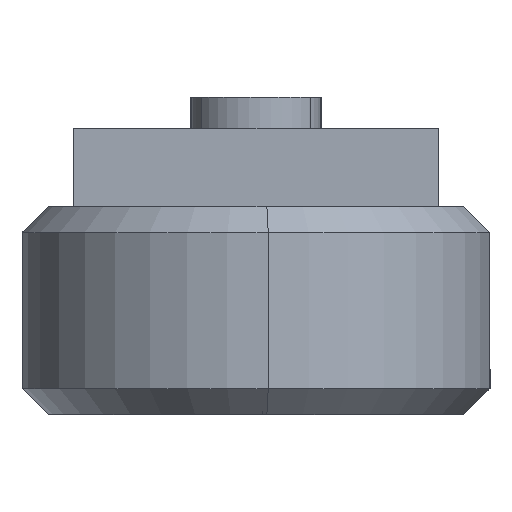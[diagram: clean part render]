
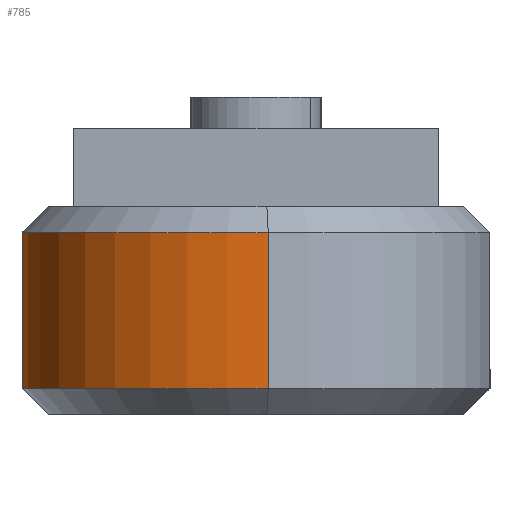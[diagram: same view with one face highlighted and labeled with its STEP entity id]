
A CAD part, left-side view. The second image highlights one B-rep face of the part: STEP entity #785.
In plain terms, the highlighted cylindrical face has radius 9 mm (diameter 18 mm), a partial arc.
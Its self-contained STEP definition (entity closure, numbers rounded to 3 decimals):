
#88 = AXIS2_PLACEMENT_3D ( 'NONE', #443, #120, #966 ) ;
#108 = ORIENTED_EDGE ( 'NONE', *, *, #164, .T. ) ;
#110 = CARTESIAN_POINT ( 'NONE',  ( -307.25, 0., -8.5 ) ) ;
#120 = DIRECTION ( 'NONE',  ( 0., 0., -1. ) ) ;
#137 = EDGE_CURVE ( 'NONE', #398, #662, #1020, .T. ) ;
#162 = DIRECTION ( 'NONE',  ( -0.999, -0.052, 0. ) ) ;
#164 = EDGE_CURVE ( 'NONE', #398, #690, #301, .T. ) ;
#180 = CARTESIAN_POINT ( 'NONE',  ( -298.262, 0.47, -8.5 ) ) ;
#242 = VERTEX_POINT ( 'NONE', #569 ) ;
#243 = FACE_OUTER_BOUND ( 'NONE', #1191, .T. ) ;
#301 = CIRCLE ( 'NONE', #652, 9. ) ;
#322 = CARTESIAN_POINT ( 'NONE',  ( -298.262, 0.47, -9.5 ) ) ;
#349 = AXIS2_PLACEMENT_3D ( 'NONE', #879, #991, #162 ) ;
#360 = ORIENTED_EDGE ( 'NONE', *, *, #1230, .T. ) ;
#398 = VERTEX_POINT ( 'NONE', #180 ) ;
#443 = CARTESIAN_POINT ( 'NONE',  ( -307.25, 0., -2.5 ) ) ;
#457 = CYLINDRICAL_SURFACE ( 'NONE', #349, 9. ) ;
#479 = ORIENTED_EDGE ( 'NONE', *, *, #137, .F. ) ;
#485 = EDGE_CURVE ( 'NONE', #690, #242, #1015, .T. ) ;
#487 = VECTOR ( 'NONE', #677, 1000. ) ;
#494 = DIRECTION ( 'NONE',  ( 0.999, 0.052, 0. ) ) ;
#569 = CARTESIAN_POINT ( 'NONE',  ( -316.238, -0.47, -2.5 ) ) ;
#645 = CARTESIAN_POINT ( 'NONE',  ( -316.238, -0.47, -8.5 ) ) ;
#652 = AXIS2_PLACEMENT_3D ( 'NONE', #110, #745, #494 ) ;
#662 = VERTEX_POINT ( 'NONE', #729 ) ;
#677 = DIRECTION ( 'NONE',  ( 0., 0., 1. ) ) ;
#690 = VERTEX_POINT ( 'NONE', #645 ) ;
#729 = CARTESIAN_POINT ( 'NONE',  ( -298.262, 0.47, -2.5 ) ) ;
#745 = DIRECTION ( 'NONE',  ( 0., 0., 1. ) ) ;
#785 = ADVANCED_FACE ( 'NONE', ( #243 ), #457, .T. ) ;
#790 = VECTOR ( 'NONE', #1272, 1000. ) ;
#879 = CARTESIAN_POINT ( 'NONE',  ( -307.25, 0., -9.5 ) ) ;
#966 = DIRECTION ( 'NONE',  ( 0.999, 0.052, 0. ) ) ;
#991 = DIRECTION ( 'NONE',  ( 0., 0., 1. ) ) ;
#1015 = LINE ( 'NONE', #1114, #487 ) ;
#1020 = LINE ( 'NONE', #322, #790 ) ;
#1091 = ORIENTED_EDGE ( 'NONE', *, *, #485, .T. ) ;
#1114 = CARTESIAN_POINT ( 'NONE',  ( -316.238, -0.47, -9.5 ) ) ;
#1191 = EDGE_LOOP ( 'NONE', ( #479, #108, #1091, #360 ) ) ;
#1230 = EDGE_CURVE ( 'NONE', #242, #662, #1313, .T. ) ;
#1272 = DIRECTION ( 'NONE',  ( 0., 0., 1. ) ) ;
#1313 = CIRCLE ( 'NONE', #88, 9. ) ;
